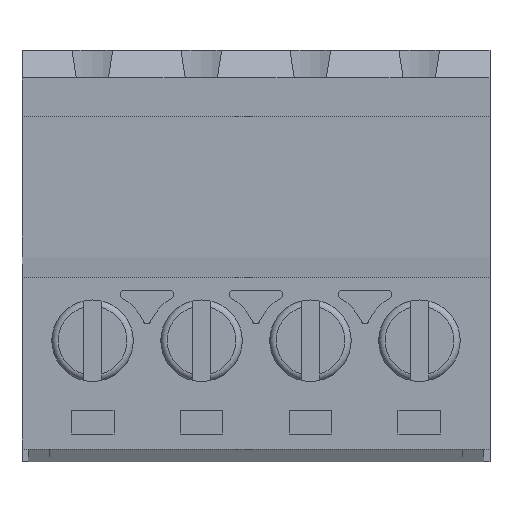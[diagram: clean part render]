
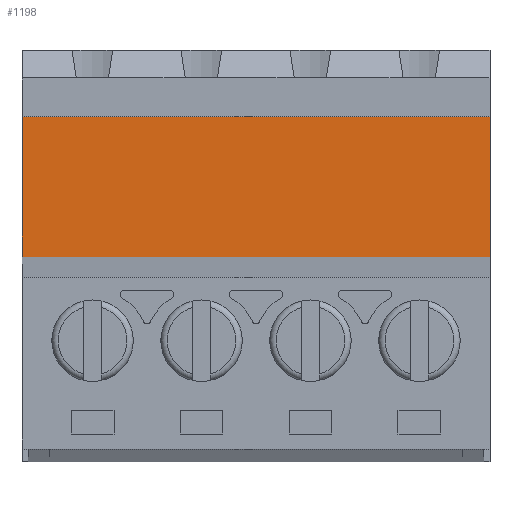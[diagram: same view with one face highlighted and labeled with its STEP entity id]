
A CAD part, front view. The second image highlights one B-rep face of the part: STEP entity #1198.
In plain terms, the highlighted planar face has unit normal (0, -1, 0).
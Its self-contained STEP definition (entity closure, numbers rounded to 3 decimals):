
#1198 = ADVANCED_FACE( '', ( #2492 ), #2493, .T. );
#2492 = FACE_OUTER_BOUND( '', #3938, .T. );
#2493 = PLANE( '', #3939 );
#3938 = EDGE_LOOP( '', ( #6970, #6971, #6972, #6973 ) );
#3939 = AXIS2_PLACEMENT_3D( '', #6974, #6975, #6976 );
#6970 = ORIENTED_EDGE( '', *, *, #9189, .F. );
#6971 = ORIENTED_EDGE( '', *, *, #9863, .F. );
#6972 = ORIENTED_EDGE( '', *, *, #9882, .T. );
#6973 = ORIENTED_EDGE( '', *, *, #9515, .T. );
#6974 = CARTESIAN_POINT( '', ( 10.91, -4.175, 0. ) );
#6975 = DIRECTION( '', ( 0., -1., 0. ) );
#6976 = DIRECTION( '', ( 0., 0., -1. ) );
#9189 = EDGE_CURVE( '', #11203, #11205, #11206, .T. );
#9515 = EDGE_CURVE( '', #11706, #11205, #11707, .T. );
#9863 = EDGE_CURVE( '', #12192, #11203, #12194, .T. );
#9882 = EDGE_CURVE( '', #12192, #11706, #12220, .T. );
#11203 = VERTEX_POINT( '', #13984 );
#11205 = VERTEX_POINT( '', #13987 );
#11206 = LINE( '', #13988, #13989 );
#11706 = VERTEX_POINT( '', #14716 );
#11707 = LINE( '', #14717, #14718 );
#12192 = VERTEX_POINT( '', #15445 );
#12194 = LINE( '', #15448, #15449 );
#12220 = LINE( '', #15487, #15488 );
#13984 = CARTESIAN_POINT( '', ( -10.91, -4.175, 0. ) );
#13987 = CARTESIAN_POINT( '', ( -10.91, -4.175, 6.55 ) );
#13988 = CARTESIAN_POINT( '', ( -10.91, -4.175, 0. ) );
#13989 = VECTOR( '', #16680, 1000. );
#14716 = CARTESIAN_POINT( '', ( 10.91, -4.175, 6.55 ) );
#14717 = CARTESIAN_POINT( '', ( 10.91, -4.175, 6.55 ) );
#14718 = VECTOR( '', #16998, 1000. );
#15445 = CARTESIAN_POINT( '', ( 10.91, -4.175, 0. ) );
#15448 = CARTESIAN_POINT( '', ( 10.91, -4.175, 0. ) );
#15449 = VECTOR( '', #17289, 1000. );
#15487 = CARTESIAN_POINT( '', ( 10.91, -4.175, 0. ) );
#15488 = VECTOR( '', #17302, 1000. );
#16680 = DIRECTION( '', ( 0., 0., 1. ) );
#16998 = DIRECTION( '', ( -1., 0., 0. ) );
#17289 = DIRECTION( '', ( -1., 0., 0. ) );
#17302 = DIRECTION( '', ( 0., 0., 1. ) );
